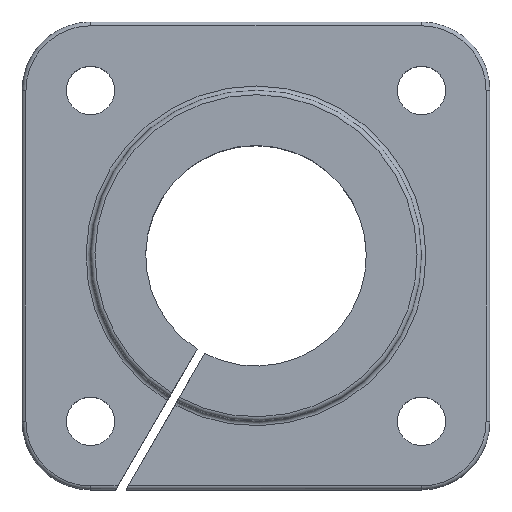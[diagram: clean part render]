
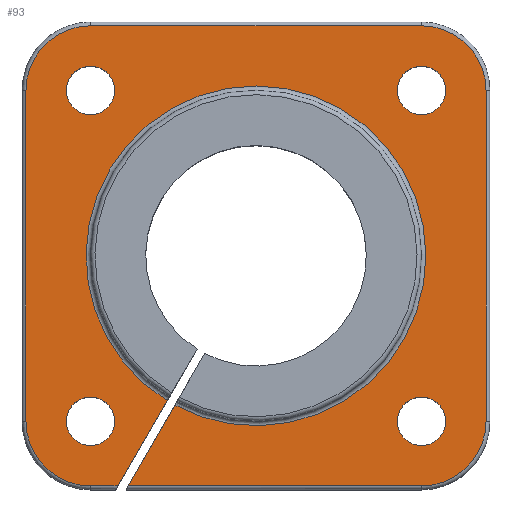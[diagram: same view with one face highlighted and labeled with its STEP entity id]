
A CAD part, top view. The second image highlights one B-rep face of the part: STEP entity #93.
In plain terms, the highlighted planar face has unit normal (0, 0, 1).
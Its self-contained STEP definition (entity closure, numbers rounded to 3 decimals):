
#93 = ADVANCED_FACE( '', ( #204, #205, #206, #207, #208 ), #209, .T. );
#204 = FACE_BOUND( '', #343, .T. );
#205 = FACE_BOUND( '', #344, .T. );
#206 = FACE_OUTER_BOUND( '', #345, .T. );
#207 = FACE_BOUND( '', #346, .T. );
#208 = FACE_BOUND( '', #347, .T. );
#209 = PLANE( '', #348 );
#343 = EDGE_LOOP( '', ( #547 ) );
#344 = EDGE_LOOP( '', ( #548 ) );
#345 = EDGE_LOOP( '', ( #549, #550, #551, #552, #553, #554, #555, #556, #557, #558, #559, #560 ) );
#346 = EDGE_LOOP( '', ( #561 ) );
#347 = EDGE_LOOP( '', ( #562 ) );
#348 = AXIS2_PLACEMENT_3D( '', #563, #564, #565 );
#547 = ORIENTED_EDGE( '', *, *, #765, .F. );
#548 = ORIENTED_EDGE( '', *, *, #745, .F. );
#549 = ORIENTED_EDGE( '', *, *, #798, .F. );
#550 = ORIENTED_EDGE( '', *, *, #802, .T. );
#551 = ORIENTED_EDGE( '', *, *, #803, .T. );
#552 = ORIENTED_EDGE( '', *, *, #804, .T. );
#553 = ORIENTED_EDGE( '', *, *, #781, .F. );
#554 = ORIENTED_EDGE( '', *, *, #783, .T. );
#555 = ORIENTED_EDGE( '', *, *, #776, .F. );
#556 = ORIENTED_EDGE( '', *, *, #805, .T. );
#557 = ORIENTED_EDGE( '', *, *, #758, .F. );
#558 = ORIENTED_EDGE( '', *, *, #750, .T. );
#559 = ORIENTED_EDGE( '', *, *, #740, .F. );
#560 = ORIENTED_EDGE( '', *, *, #806, .T. );
#561 = ORIENTED_EDGE( '', *, *, #807, .F. );
#562 = ORIENTED_EDGE( '', *, *, #808, .F. );
#563 = CARTESIAN_POINT( '', ( 0., 0., 36. ) );
#564 = DIRECTION( '', ( 0., 0., 1. ) );
#565 = DIRECTION( '', ( 1., 0., 0. ) );
#740 = EDGE_CURVE( '', #862, #863, #864, .F. );
#745 = EDGE_CURVE( '', #871, #871, #872, .T. );
#750 = EDGE_CURVE( '', #877, #863, #880, .T. );
#758 = EDGE_CURVE( '', #877, #893, #894, .F. );
#765 = EDGE_CURVE( '', #903, #903, #904, .T. );
#776 = EDGE_CURVE( '', #921, #917, #923, .T. );
#781 = EDGE_CURVE( '', #929, #926, #931, .T. );
#783 = EDGE_CURVE( '', #929, #917, #933, .T. );
#798 = EDGE_CURVE( '', #953, #956, #957, .T. );
#802 = EDGE_CURVE( '', #953, #961, #962, .T. );
#803 = EDGE_CURVE( '', #961, #963, #964, .T. );
#804 = EDGE_CURVE( '', #963, #926, #965, .T. );
#805 = EDGE_CURVE( '', #921, #893, #966, .T. );
#806 = EDGE_CURVE( '', #862, #956, #967, .T. );
#807 = EDGE_CURVE( '', #968, #968, #969, .T. );
#808 = EDGE_CURVE( '', #970, #970, #971, .T. );
#862 = VERTEX_POINT( '', #1038 );
#863 = VERTEX_POINT( '', #1039 );
#864 = LINE( '', #1040, #1041 );
#871 = VERTEX_POINT( '', #1049 );
#872 = CIRCLE( '', #1050, 5.5 );
#877 = VERTEX_POINT( '', #1055 );
#880 = CIRCLE( '', #1058, 14.641 );
#893 = VERTEX_POINT( '', #1074 );
#894 = LINE( '', #1075, #1076 );
#903 = VERTEX_POINT( '', #1088 );
#904 = CIRCLE( '', #1089, 5.5 );
#917 = VERTEX_POINT( '', #1104 );
#921 = VERTEX_POINT( '', #1109 );
#923 = LINE( '', #1111, #1112 );
#926 = VERTEX_POINT( '', #1115 );
#929 = VERTEX_POINT( '', #1119 );
#931 = LINE( '', #1121, #1122 );
#933 = CIRCLE( '', #1124, 14.641 );
#953 = VERTEX_POINT( '', #1150 );
#956 = VERTEX_POINT( '', #1153 );
#957 = LINE( '', #1154, #1155 );
#961 = VERTEX_POINT( '', #1160 );
#962 = LINE( '', #1161, #1162 );
#963 = VERTEX_POINT( '', #1163 );
#964 = CIRCLE( '', #1164, 38.5 );
#965 = LINE( '', #1165, #1166 );
#966 = CIRCLE( '', #1167, 14.641 );
#967 = CIRCLE( '', #1168, 14.641 );
#968 = VERTEX_POINT( '', #1169 );
#969 = CIRCLE( '', #1170, 5.5 );
#970 = VERTEX_POINT( '', #1171 );
#971 = CIRCLE( '', #1172, 5.5 );
#1038 = CARTESIAN_POINT( '', ( -52.141, 15.5, 36. ) );
#1039 = CARTESIAN_POINT( '', ( -52.141, 90.5, 36. ) );
#1040 = CARTESIAN_POINT( '', ( -52.141, 159., 36. ) );
#1041 = VECTOR( '', #1281, 1000. );
#1049 = CARTESIAN_POINT( '', ( 43., 15.5, 36. ) );
#1050 = AXIS2_PLACEMENT_3D( '', #1289, #1290, #1291 );
#1055 = CARTESIAN_POINT( '', ( -37.5, 105.141, 36. ) );
#1058 = AXIS2_PLACEMENT_3D( '', #1301, #1302, #1303 );
#1074 = CARTESIAN_POINT( '', ( 37.5, 105.141, 36. ) );
#1075 = CARTESIAN_POINT( '', ( 106., 105.141, 36. ) );
#1076 = VECTOR( '', #1313, 1000. );
#1088 = CARTESIAN_POINT( '', ( 43., 90.5, 36. ) );
#1089 = AXIS2_PLACEMENT_3D( '', #1320, #1321, #1322 );
#1104 = CARTESIAN_POINT( '', ( 52.141, 15.5, 36. ) );
#1109 = CARTESIAN_POINT( '', ( 52.141, 90.5, 36. ) );
#1111 = CARTESIAN_POINT( '', ( 52.141, 159., 36. ) );
#1112 = VECTOR( '', #1341, 1000. );
#1115 = CARTESIAN_POINT( '', ( -28.949, 0.859, 36. ) );
#1119 = CARTESIAN_POINT( '', ( 37.5, 0.859, 36. ) );
#1121 = CARTESIAN_POINT( '', ( 106., 0.859, 36. ) );
#1122 = VECTOR( '', #1349, 1000. );
#1124 = AXIS2_PLACEMENT_3D( '', #1350, #1351, #1352 );
#1150 = CARTESIAN_POINT( '', ( -31.258, 0.859, 36. ) );
#1153 = CARTESIAN_POINT( '', ( -37.5, 0.859, 36. ) );
#1154 = CARTESIAN_POINT( '', ( 106., 0.859, 36. ) );
#1155 = VECTOR( '', #1371, 1000. );
#1160 = CARTESIAN_POINT( '', ( -20.11, 20.169, 36. ) );
#1161 = CARTESIAN_POINT( '', ( -23.816, 13.75, 36. ) );
#1162 = VECTOR( '', #1376, 1000. );
#1163 = CARTESIAN_POINT( '', ( -18.377, 19.169, 36. ) );
#1164 = AXIS2_PLACEMENT_3D( '', #1377, #1378, #1379 );
#1165 = CARTESIAN_POINT( '', ( -22.084, 12.75, 36. ) );
#1166 = VECTOR( '', #1380, 1000. );
#1167 = AXIS2_PLACEMENT_3D( '', #1381, #1382, #1383 );
#1168 = AXIS2_PLACEMENT_3D( '', #1384, #1385, #1386 );
#1169 = CARTESIAN_POINT( '', ( -32., 15.5, 36. ) );
#1170 = AXIS2_PLACEMENT_3D( '', #1387, #1388, #1389 );
#1171 = CARTESIAN_POINT( '', ( -32., 90.5, 36. ) );
#1172 = AXIS2_PLACEMENT_3D( '', #1390, #1391, #1392 );
#1281 = DIRECTION( '', ( 0., -1., 0. ) );
#1289 = CARTESIAN_POINT( '', ( 37.5, 15.5, 36. ) );
#1290 = DIRECTION( '', ( 0., 0., 1. ) );
#1291 = DIRECTION( '', ( 1., 0., 0. ) );
#1301 = CARTESIAN_POINT( '', ( -37.5, 90.5, 36. ) );
#1302 = DIRECTION( '', ( 0., 0., 1. ) );
#1303 = DIRECTION( '', ( 1., 0., 0. ) );
#1313 = DIRECTION( '', ( -1., 0., 0. ) );
#1320 = CARTESIAN_POINT( '', ( 37.5, 90.5, 36. ) );
#1321 = DIRECTION( '', ( 0., 0., 1. ) );
#1322 = DIRECTION( '', ( 1., 0., 0. ) );
#1341 = DIRECTION( '', ( 0., -1., 0. ) );
#1349 = DIRECTION( '', ( -1., 0., 0. ) );
#1350 = CARTESIAN_POINT( '', ( 37.5, 15.5, 36. ) );
#1351 = DIRECTION( '', ( 0., 0., 1. ) );
#1352 = DIRECTION( '', ( 1., 0., 0. ) );
#1371 = DIRECTION( '', ( -1., 0., 0. ) );
#1376 = DIRECTION( '', ( 0.5, 0.866, 0. ) );
#1377 = CARTESIAN_POINT( '', ( 0., 53., 36. ) );
#1378 = DIRECTION( '', ( 0., 0., -1. ) );
#1379 = DIRECTION( '', ( -1., 0., 0. ) );
#1380 = DIRECTION( '', ( -0.5, -0.866, 0. ) );
#1381 = CARTESIAN_POINT( '', ( 37.5, 90.5, 36. ) );
#1382 = DIRECTION( '', ( 0., 0., 1. ) );
#1383 = DIRECTION( '', ( 1., 0., 0. ) );
#1384 = CARTESIAN_POINT( '', ( -37.5, 15.5, 36. ) );
#1385 = DIRECTION( '', ( 0., 0., 1. ) );
#1386 = DIRECTION( '', ( 1., 0., 0. ) );
#1387 = CARTESIAN_POINT( '', ( -37.5, 15.5, 36. ) );
#1388 = DIRECTION( '', ( 0., 0., 1. ) );
#1389 = DIRECTION( '', ( 1., 0., 0. ) );
#1390 = CARTESIAN_POINT( '', ( -37.5, 90.5, 36. ) );
#1391 = DIRECTION( '', ( 0., 0., 1. ) );
#1392 = DIRECTION( '', ( 1., 0., 0. ) );
